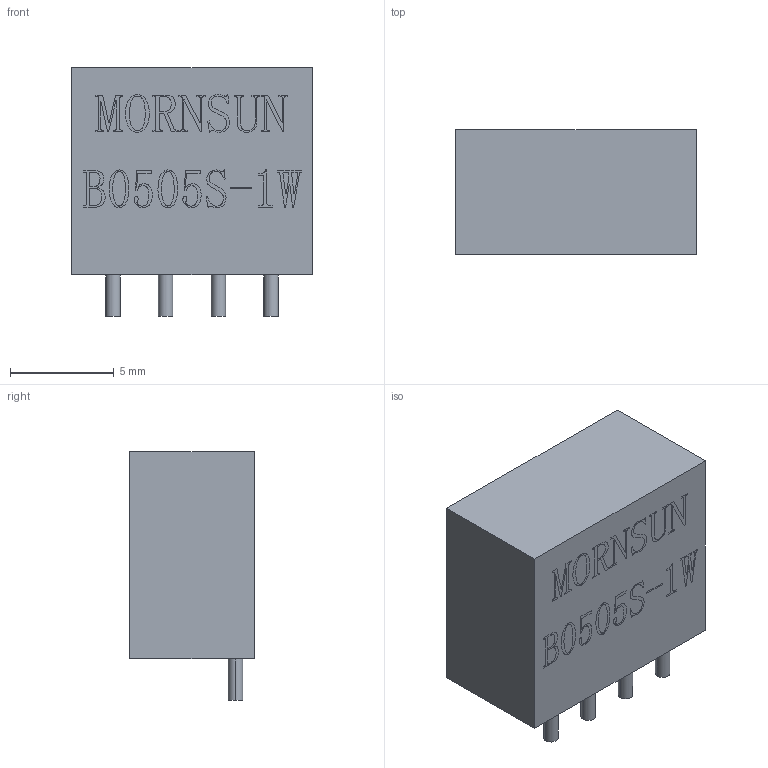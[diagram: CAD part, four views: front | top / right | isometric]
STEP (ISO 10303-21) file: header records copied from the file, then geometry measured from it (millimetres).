
FILE_DESCRIPTION (( 'STEP AP214' ), '1' );
FILE_NAME ('B0505S-1W.STEP', '2012-03-28T06:28:13', ( 'Lenovo User' ), ( 'Lenovo (Beijing) Limited' ), 'SwSTEP 2.0', 'SolidWorks 2011', '' );
FILE_SCHEMA (( 'AUTOMOTIVE_DESIGN' ));
Length unit declared in the file: millimetre
Products named in the file (1): B0505S-1W
Bounding box: 11.6 x 6 x 12 mm (x, y, z)
Volume: 699.1 mm3; surface area: 508.8 mm2
Topology: 1 solids, 1 shells, 40 faces, 347 edges, 335 vertices
Faces by surface type: plane 32, cylinder 8
Entity records: 5223 total; most frequent: CARTESIAN_POINT 2543, ORIENTED_EDGE 694, EDGE_CURVE 347, VERTEX_POINT 335, DIRECTION 316, VECTOR 202, LINE 202, B_SPLINE_CURVE_WITH_KNOTS 129
